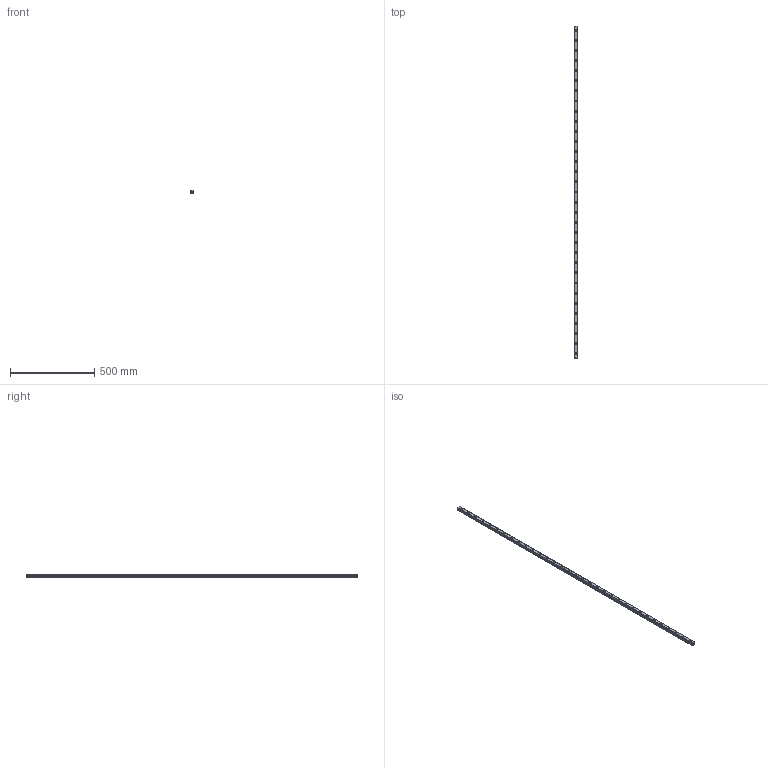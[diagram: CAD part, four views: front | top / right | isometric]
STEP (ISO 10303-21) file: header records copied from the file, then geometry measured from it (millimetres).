
FILE_DESCRIPTION(('STEP AP214'),'1');
FILE_NAME('cctmp_F14FCEB2-F2E7-4580-9C8A-7CA82377AA0E_2021_02_09_16_36_32_0579..stp','2021-02-09T15:36:32',('HIWIN GmbH'),('CADClick - www.CADClick.com'),'Spatial InterOp 3D',' ','unknown authorization');
FILE_SCHEMA(('AUTOMOTIVE_DESIGN'));
Length unit declared in the file: millimetre
Products named in the file (1): EGR25R1970C_FILE
Bounding box: 23 x 1970 x 18 mm (x, y, z)
Volume: 677377.4 mm3; surface area: 183399.1 mm2
Topology: 1 solids, 1 shells, 501 faces, 1287 edges, 858 vertices
Faces by surface type: plane 283, cylinder 218
Entity records: 19613 total; most frequent: DIRECTION 2991, CARTESIAN_POINT 2647, ORIENTED_EDGE 2574, EDGE_CURVE 1287, AXIS2_PLACEMENT_3D 1202, VERTEX_POINT 858, LINE 587, VECTOR 587
